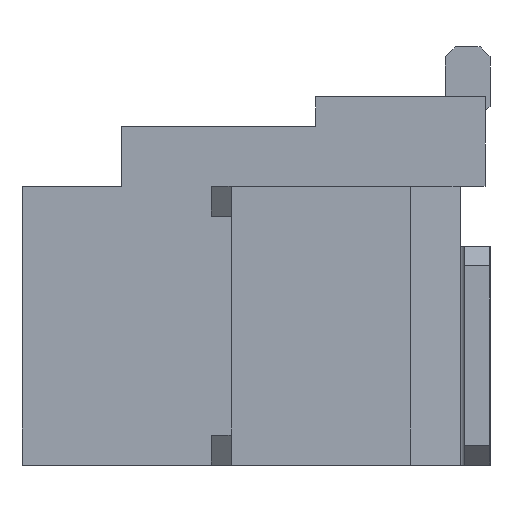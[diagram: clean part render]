
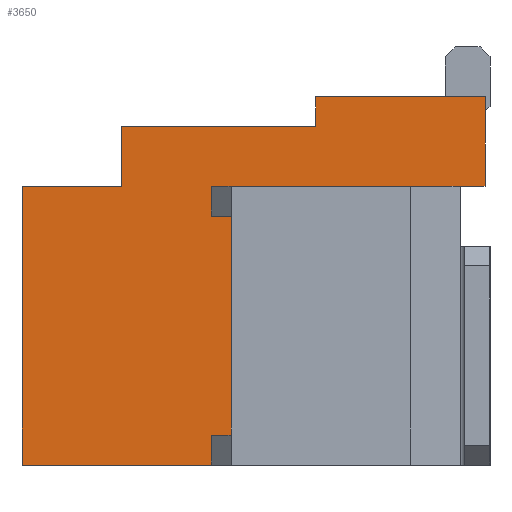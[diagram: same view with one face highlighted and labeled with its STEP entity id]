
A CAD part, left-side view. The second image highlights one B-rep face of the part: STEP entity #3650.
In plain terms, the highlighted planar face has unit normal (-1, 0, 0).
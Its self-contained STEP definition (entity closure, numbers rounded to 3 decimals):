
#5=DIRECTION('',(0.,0.,1.));
#6=VECTOR('',#5,0.9);
#7=CARTESIAN_POINT('',(-2.75,-3.675,1.2));
#8=LINE('',#7,#6);
#101=DIRECTION('',(0.,1.,0.));
#102=VECTOR('',#101,1.7);
#103=CARTESIAN_POINT('',(-2.75,-3.675,2.1));
#104=LINE('',#103,#102);
#241=DIRECTION('',(0.,-1.,0.));
#242=VECTOR('',#241,1.);
#243=CARTESIAN_POINT('',(-2.75,0.975,1.2));
#244=LINE('',#243,#242);
#245=DIRECTION('',(0.,0.,1.));
#246=VECTOR('',#245,0.6);
#247=CARTESIAN_POINT('',(-2.75,-0.025,1.2));
#248=LINE('',#247,#246);
#249=DIRECTION('',(0.,-1.,0.));
#250=VECTOR('',#249,1.95);
#251=CARTESIAN_POINT('',(-2.75,-0.025,1.8));
#252=LINE('',#251,#250);
#253=DIRECTION('',(0.,0.,-1.));
#254=VECTOR('',#253,0.3);
#255=CARTESIAN_POINT('',(-2.75,-1.975,2.1));
#256=LINE('',#255,#254);
#257=DIRECTION('',(0.,1.,0.));
#258=VECTOR('',#257,0.25);
#259=CARTESIAN_POINT('',(-2.75,-3.675,1.2));
#260=LINE('',#259,#258);
#261=DIRECTION('',(0.,-1.,0.));
#262=VECTOR('',#261,2.5);
#263=CARTESIAN_POINT('',(-2.75,-0.925,1.2));
#264=LINE('',#263,#262);
#265=DIRECTION('',(0.,0.,1.));
#266=VECTOR('',#265,0.3);
#267=CARTESIAN_POINT('',(-2.75,-0.925,0.9));
#268=LINE('',#267,#266);
#269=DIRECTION('',(0.,-1.,0.));
#270=VECTOR('',#269,0.7);
#271=CARTESIAN_POINT('',(-2.75,-0.925,0.9));
#272=LINE('',#271,#270);
#273=DIRECTION('',(0.,0.,1.));
#274=VECTOR('',#273,0.3);
#275=CARTESIAN_POINT('',(-2.75,-0.925,-1.6));
#276=LINE('',#275,#274);
#277=DIRECTION('',(0.,1.,0.));
#278=VECTOR('',#277,1.9);
#279=CARTESIAN_POINT('',(-2.75,-0.925,-1.6));
#280=LINE('',#279,#278);
#513=DIRECTION('',(0.,0.,1.));
#514=VECTOR('',#513,2.8);
#515=CARTESIAN_POINT('',(-2.75,0.975,-1.6));
#516=LINE('',#515,#514);
#1587=DIRECTION('',(0.,0.,-1.));
#1588=VECTOR('',#1587,2.2);
#1589=CARTESIAN_POINT('',(-2.75,-1.625,0.9));
#1590=LINE('',#1589,#1588);
#1715=DIRECTION('',(0.,-1.,0.));
#1716=VECTOR('',#1715,0.7);
#1717=CARTESIAN_POINT('',(-2.75,-0.925,-1.3));
#1718=LINE('',#1717,#1716);
#2495=CARTESIAN_POINT('',(-2.75,-0.925,-1.6));
#2496=CARTESIAN_POINT('',(-2.75,0.975,-1.6));
#2497=VERTEX_POINT('',#2495);
#2498=VERTEX_POINT('',#2496);
#2509=CARTESIAN_POINT('',(-2.75,-0.925,1.2));
#2510=VERTEX_POINT('',#2509);
#2527=CARTESIAN_POINT('',(-2.75,-3.675,2.1));
#2528=VERTEX_POINT('',#2527);
#2547=CARTESIAN_POINT('',(-2.75,-1.975,2.1));
#2548=CARTESIAN_POINT('',(-2.75,-1.975,1.8));
#2549=VERTEX_POINT('',#2547);
#2550=VERTEX_POINT('',#2548);
#2556=CARTESIAN_POINT('',(-2.75,-0.025,1.8));
#2558=VERTEX_POINT('',#2556);
#2677=CARTESIAN_POINT('',(-2.75,0.975,1.2));
#2678=CARTESIAN_POINT('',(-2.75,-0.025,1.2));
#2679=VERTEX_POINT('',#2677);
#2680=VERTEX_POINT('',#2678);
#2911=CARTESIAN_POINT('',(-2.75,-0.925,-1.3));
#2912=VERTEX_POINT('',#2911);
#2913=CARTESIAN_POINT('',(-2.75,-0.925,0.9));
#2914=VERTEX_POINT('',#2913);
#3131=CARTESIAN_POINT('',(-2.75,-3.675,1.2));
#3133=VERTEX_POINT('',#3131);
#3147=CARTESIAN_POINT('',(-2.75,-3.425,1.2));
#3148=VERTEX_POINT('',#3147);
#3163=CARTESIAN_POINT('',(-2.75,-1.625,-1.3));
#3165=VERTEX_POINT('',#3163);
#3169=CARTESIAN_POINT('',(-2.75,-1.625,0.9));
#3170=VERTEX_POINT('',#3169);
#3616=CARTESIAN_POINT('',(-2.75,-3.675,-1.6));
#3617=DIRECTION('',(-1.,0.,0.));
#3618=DIRECTION('',(0.,0.,1.));
#3619=AXIS2_PLACEMENT_3D('',#3616,#3617,#3618);
#3620=PLANE('',#3619);
#3622=ORIENTED_EDGE('',*,*,#3621,.T.);
#3624=ORIENTED_EDGE('',*,*,#3623,.T.);
#3626=ORIENTED_EDGE('',*,*,#3625,.T.);
#3628=ORIENTED_EDGE('',*,*,#3627,.F.);
#3629=ORIENTED_EDGE('',*,*,#3373,.F.);
#3630=ORIENTED_EDGE('',*,*,#3246,.F.);
#3631=ORIENTED_EDGE('',*,*,#3313,.T.);
#3633=ORIENTED_EDGE('',*,*,#3632,.F.);
#3635=ORIENTED_EDGE('',*,*,#3634,.F.);
#3637=ORIENTED_EDGE('',*,*,#3636,.T.);
#3639=ORIENTED_EDGE('',*,*,#3638,.T.);
#3641=ORIENTED_EDGE('',*,*,#3640,.F.);
#3643=ORIENTED_EDGE('',*,*,#3642,.F.);
#3645=ORIENTED_EDGE('',*,*,#3644,.T.);
#3647=ORIENTED_EDGE('',*,*,#3646,.T.);
#3648=EDGE_LOOP('',(#3622,#3624,#3626,#3628,#3629,#3630,#3631,#3633,#3635,#3637,
#3639,#3641,#3643,#3645,#3647));
#3649=FACE_OUTER_BOUND('',#3648,.F.);
#3650=ADVANCED_FACE('',(#3649),#3620,.T.);
#3246=EDGE_CURVE('',#3133,#2528,#8,.T.);
#3313=EDGE_CURVE('',#3133,#3148,#260,.T.);
#3373=EDGE_CURVE('',#2528,#2549,#104,.T.);
#3621=EDGE_CURVE('',#2679,#2680,#244,.T.);
#3623=EDGE_CURVE('',#2680,#2558,#248,.T.);
#3625=EDGE_CURVE('',#2558,#2550,#252,.T.);
#3627=EDGE_CURVE('',#2549,#2550,#256,.T.);
#3632=EDGE_CURVE('',#2510,#3148,#264,.T.);
#3634=EDGE_CURVE('',#2914,#2510,#268,.T.);
#3636=EDGE_CURVE('',#2914,#3170,#272,.T.);
#3638=EDGE_CURVE('',#3170,#3165,#1590,.T.);
#3640=EDGE_CURVE('',#2912,#3165,#1718,.T.);
#3642=EDGE_CURVE('',#2497,#2912,#276,.T.);
#3644=EDGE_CURVE('',#2497,#2498,#280,.T.);
#3646=EDGE_CURVE('',#2498,#2679,#516,.T.);
